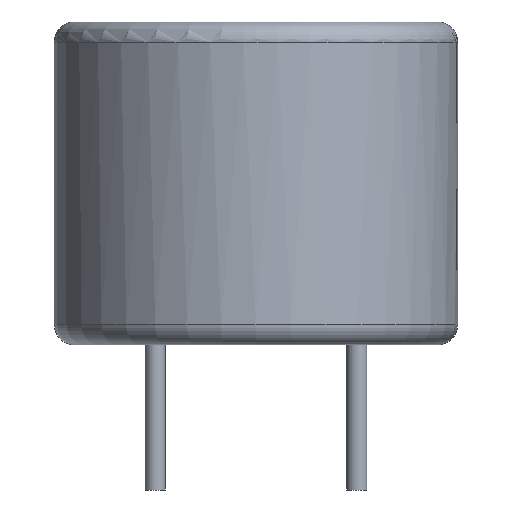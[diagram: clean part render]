
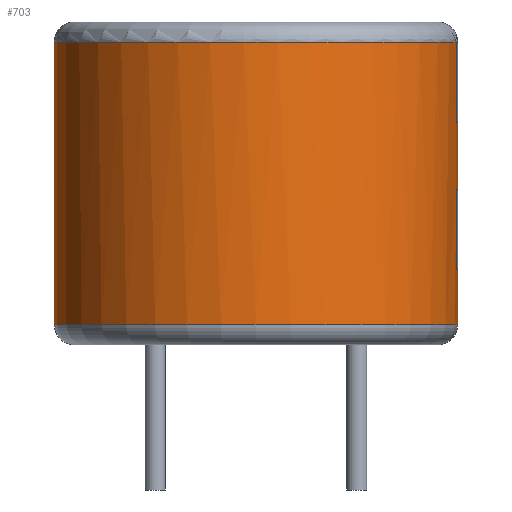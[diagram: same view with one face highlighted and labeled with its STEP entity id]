
A CAD part, front view. The second image highlights one B-rep face of the part: STEP entity #703.
In plain terms, the highlighted cylindrical face has radius 5 mm (diameter 10 mm), a partial arc.
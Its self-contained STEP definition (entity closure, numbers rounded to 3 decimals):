
#611=CARTESIAN_POINT('',(0.0,0.0,0.0));
#612=DIRECTION('',(0.0,0.0,1.0));
#613=DIRECTION('',(1.0,0.0,0.0));
#614=AXIS2_PLACEMENT_3D('',#611,#612,#613);
#615=CYLINDRICAL_SURFACE('',#614,5.0);
#616=CARTESIAN_POINT('',(5.0,0.,5.5));
#617=VERTEX_POINT('',#616);
#618=CARTESIAN_POINT('',(5.0,0.,3.86));
#619=VERTEX_POINT('',#618);
#620=CARTESIAN_POINT('',(5.0,0.,5.5));
#621=DIRECTION('',(0.0,0.0,-1.0));
#622=VECTOR('',#621,1.64);
#623=LINE('',#620,#622);
#624=EDGE_CURVE('',#617,#619,#623,.T.);
#625=ORIENTED_EDGE('',*,*,#624,.F.);
#626=CARTESIAN_POINT('',(4.963,-0.609,5.5));
#627=VERTEX_POINT('',#626);
#628=CARTESIAN_POINT('',(0.0,0.0,5.5));
#629=DIRECTION('',(0.0,0.0,-1.0));
#630=DIRECTION('',(1.0,0.0,0.0));
#631=AXIS2_PLACEMENT_3D('',#628,#629,#630);
#632=CIRCLE('',#631,5.0);
#633=EDGE_CURVE('',#617,#627,#632,.T.);
#634=ORIENTED_EDGE('',*,*,#633,.T.);
#635=CARTESIAN_POINT('',(4.963,-0.609,7.5));
#636=VERTEX_POINT('',#635);
#637=CARTESIAN_POINT('',(4.963,-0.609,5.5));
#638=DIRECTION('',(0.0,0.0,1.0));
#639=VECTOR('',#638,2.0);
#640=LINE('',#637,#639);
#641=EDGE_CURVE('',#627,#636,#640,.T.);
#642=ORIENTED_EDGE('',*,*,#641,.T.);
#643=CARTESIAN_POINT('',(-5.0,0.0,7.5));
#644=VERTEX_POINT('',#643);
#645=CARTESIAN_POINT('',(0.0,0.0,7.5));
#646=DIRECTION('',(0.0,0.0,1.0));
#647=DIRECTION('',(-1.0,0.0,0.0));
#648=AXIS2_PLACEMENT_3D('',#645,#646,#647);
#649=CIRCLE('',#648,5.0);
#650=EDGE_CURVE('',#644,#636,#649,.T.);
#651=ORIENTED_EDGE('',*,*,#650,.F.);
#652=CARTESIAN_POINT('',(-5.0,0.,0.5));
#653=VERTEX_POINT('',#652);
#654=CARTESIAN_POINT('',(-5.0,0.,7.5));
#655=DIRECTION('',(0.0,0.0,-1.0));
#656=VECTOR('',#655,7.0);
#657=LINE('',#654,#656);
#658=EDGE_CURVE('',#644,#653,#657,.T.);
#659=ORIENTED_EDGE('',*,*,#658,.T.);
#660=CARTESIAN_POINT('',(5.0,0.,0.5));
#661=VERTEX_POINT('',#660);
#662=CARTESIAN_POINT('',(0.0,0.0,0.5));
#663=DIRECTION('',(0.0,0.0,-1.0));
#664=DIRECTION('',(-1.0,0.0,0.0));
#665=AXIS2_PLACEMENT_3D('',#662,#663,#664);
#666=CIRCLE('',#665,5.0);
#667=EDGE_CURVE('',#661,#653,#666,.T.);
#668=ORIENTED_EDGE('',*,*,#667,.F.);
#669=CARTESIAN_POINT('',(5.0,0.,1.86));
#670=VERTEX_POINT('',#669);
#671=CARTESIAN_POINT('',(5.0,0.,1.86));
#672=DIRECTION('',(0.0,0.0,-1.0));
#673=VECTOR('',#672,1.36);
#674=LINE('',#671,#673);
#675=EDGE_CURVE('',#670,#661,#674,.T.);
#676=ORIENTED_EDGE('',*,*,#675,.F.);
#677=CARTESIAN_POINT('',(4.963,-0.609,1.86));
#678=VERTEX_POINT('',#677);
#679=CARTESIAN_POINT('',(0.0,0.0,1.86));
#680=DIRECTION('',(0.0,0.0,-1.0));
#681=DIRECTION('',(1.0,0.0,0.0));
#682=AXIS2_PLACEMENT_3D('',#679,#680,#681);
#683=CIRCLE('',#682,5.0);
#684=EDGE_CURVE('',#670,#678,#683,.T.);
#685=ORIENTED_EDGE('',*,*,#684,.T.);
#686=CARTESIAN_POINT('',(4.963,-0.609,3.86));
#687=VERTEX_POINT('',#686);
#688=CARTESIAN_POINT('',(4.963,-0.609,1.86));
#689=DIRECTION('',(0.0,0.0,1.0));
#690=VECTOR('',#689,2.0);
#691=LINE('',#688,#690);
#692=EDGE_CURVE('',#678,#687,#691,.T.);
#693=ORIENTED_EDGE('',*,*,#692,.T.);
#694=CARTESIAN_POINT('',(0.0,0.0,3.86));
#695=DIRECTION('',(0.0,0.0,1.0));
#696=DIRECTION('',(1.0,0.0,0.0));
#697=AXIS2_PLACEMENT_3D('',#694,#695,#696);
#698=CIRCLE('',#697,5.0);
#699=EDGE_CURVE('',#687,#619,#698,.T.);
#700=ORIENTED_EDGE('',*,*,#699,.T.);
#701=EDGE_LOOP('',(#625,#634,#642,#651,#659,#668,#676,#685,#693,#700));
#702=FACE_OUTER_BOUND('',#701,.T.);
#703=ADVANCED_FACE('',(#702),#615,.T.);
